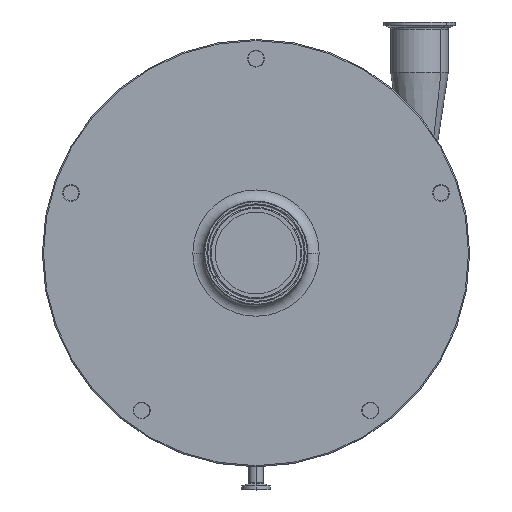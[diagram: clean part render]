
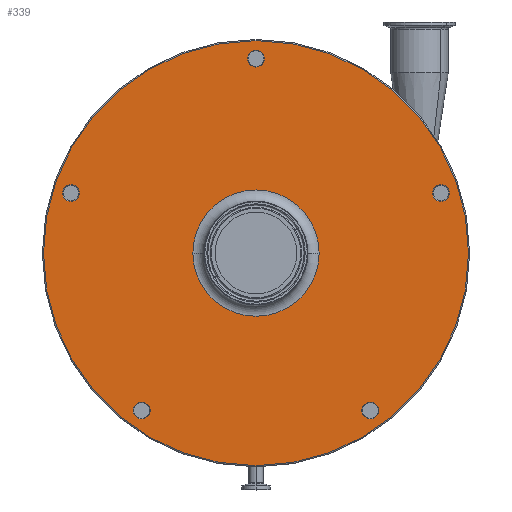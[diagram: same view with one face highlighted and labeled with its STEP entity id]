
A CAD part, top view. The second image highlights one B-rep face of the part: STEP entity #339.
In plain terms, the highlighted planar face has unit normal (0, 0, 1).
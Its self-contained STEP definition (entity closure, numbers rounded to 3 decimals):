
#23 = CIRCLE ( 'NONE', #718, 7.5 ) ;
#79 = AXIS2_PLACEMENT_3D ( 'NONE', #3364, #3959, #6601 ) ;
#181 = CIRCLE ( 'NONE', #3187, 7.5 ) ;
#187 = ORIENTED_EDGE ( 'NONE', *, *, #5598, .T. ) ;
#228 = CIRCLE ( 'NONE', #7095, 7.5 ) ;
#283 = EDGE_CURVE ( 'NONE', #4928, #953, #228, .T. ) ;
#298 = CARTESIAN_POINT ( 'NONE',  ( 188.5, 0., 29.5 ) ) ;
#308 = CIRCLE ( 'NONE', #1237, 7.5 ) ;
#319 = CIRCLE ( 'NONE', #79, 7.5 ) ;
#339 = ADVANCED_FACE ( 'NONE', ( #4525, #6570, #3895, #6676, #6064, #6132, #3367 ), #6643, .F. ) ;
#483 = CARTESIAN_POINT ( 'NONE',  ( 164.057, 45.805, 29.5 ) ) ;
#526 = CIRCLE ( 'NONE', #3975, 188.5 ) ;
#617 = VERTEX_POINT ( 'NONE', #3772 ) ;
#669 = CARTESIAN_POINT ( 'NONE',  ( -101.393, -132.055, 29.5 ) ) ;
#675 = CARTESIAN_POINT ( 'NONE',  ( -101.393, -147.055, 29.5 ) ) ;
#698 = DIRECTION ( 'NONE',  ( 0., 0., -1. ) ) ;
#718 = AXIS2_PLACEMENT_3D ( 'NONE', #2662, #1006, #7017 ) ;
#774 = DIRECTION ( 'NONE',  ( 0., 0., 1. ) ) ;
#783 = CIRCLE ( 'NONE', #1478, 56. ) ;
#802 = AXIS2_PLACEMENT_3D ( 'NONE', #1774, #3334, #5499 ) ;
#836 = CARTESIAN_POINT ( 'NONE',  ( 0., 0., 29.5 ) ) ;
#863 = CARTESIAN_POINT ( 'NONE',  ( -101.393, -139.555, 29.5 ) ) ;
#953 = VERTEX_POINT ( 'NONE', #483 ) ;
#1006 = DIRECTION ( 'NONE',  ( 0., 0., 1. ) ) ;
#1069 = CARTESIAN_POINT ( 'NONE',  ( -164.057, 53.305, 29.5 ) ) ;
#1076 = EDGE_CURVE ( 'NONE', #3098, #3898, #6942, .T. ) ;
#1088 = EDGE_CURVE ( 'NONE', #953, #4928, #308, .T. ) ;
#1237 = AXIS2_PLACEMENT_3D ( 'NONE', #5676, #774, #4510 ) ;
#1249 = EDGE_LOOP ( 'NONE', ( #4581, #187 ) ) ;
#1317 = CARTESIAN_POINT ( 'NONE',  ( 0., 0., 29.5 ) ) ;
#1478 = AXIS2_PLACEMENT_3D ( 'NONE', #1317, #698, #4509 ) ;
#1538 = DIRECTION ( 'NONE',  ( 0., -1., 0. ) ) ;
#1622 = EDGE_CURVE ( 'NONE', #6815, #617, #2043, .T. ) ;
#1658 = CARTESIAN_POINT ( 'NONE',  ( 101.393, -147.055, 29.5 ) ) ;
#1669 = VERTEX_POINT ( 'NONE', #6884 ) ;
#1774 = CARTESIAN_POINT ( 'NONE',  ( 0., 189.5, 29.5 ) ) ;
#1808 = EDGE_CURVE ( 'NONE', #2254, #2573, #319, .T. ) ;
#1829 = CARTESIAN_POINT ( 'NONE',  ( -164.057, 45.805, 29.5 ) ) ;
#1869 = ORIENTED_EDGE ( 'NONE', *, *, #1923, .F. ) ;
#1923 = EDGE_CURVE ( 'NONE', #3401, #5274, #5806, .T. ) ;
#1968 = ORIENTED_EDGE ( 'NONE', *, *, #2491, .F. ) ;
#2019 = CARTESIAN_POINT ( 'NONE',  ( 0., 0., 29.5 ) ) ;
#2043 = CIRCLE ( 'NONE', #4890, 56. ) ;
#2254 = VERTEX_POINT ( 'NONE', #4746 ) ;
#2296 = DIRECTION ( 'NONE',  ( 0., 0., 1. ) ) ;
#2323 = EDGE_CURVE ( 'NONE', #2573, #2254, #3541, .T. ) ;
#2389 = AXIS2_PLACEMENT_3D ( 'NONE', #1069, #3355, #4447 ) ;
#2451 = DIRECTION ( 'NONE',  ( -1., 0., 0. ) ) ;
#2491 = EDGE_CURVE ( 'NONE', #5038, #1669, #3088, .T. ) ;
#2492 = AXIS2_PLACEMENT_3D ( 'NONE', #4576, #5645, #5578 ) ;
#2564 = EDGE_LOOP ( 'NONE', ( #4959, #5452 ) ) ;
#2573 = VERTEX_POINT ( 'NONE', #1658 ) ;
#2662 = CARTESIAN_POINT ( 'NONE',  ( -101.393, -139.555, 29.5 ) ) ;
#2773 = ORIENTED_EDGE ( 'NONE', *, *, #5423, .F. ) ;
#2888 = EDGE_CURVE ( 'NONE', #617, #6815, #783, .T. ) ;
#2948 = AXIS2_PLACEMENT_3D ( 'NONE', #3176, #2296, #3383 ) ;
#2964 = DIRECTION ( 'NONE',  ( -1., 0., 0. ) ) ;
#2980 = ORIENTED_EDGE ( 'NONE', *, *, #1808, .F. ) ;
#2993 = DIRECTION ( 'NONE',  ( 0., 0., 1. ) ) ;
#3077 = ORIENTED_EDGE ( 'NONE', *, *, #4463, .F. ) ;
#3088 = CIRCLE ( 'NONE', #7067, 7.5 ) ;
#3098 = VERTEX_POINT ( 'NONE', #3580 ) ;
#3176 = CARTESIAN_POINT ( 'NONE',  ( 0., 172.5, 29.5 ) ) ;
#3187 = AXIS2_PLACEMENT_3D ( 'NONE', #863, #2993, #6310 ) ;
#3334 = DIRECTION ( 'NONE',  ( 0., 0., -1. ) ) ;
#3353 = EDGE_LOOP ( 'NONE', ( #1968, #3077 ) ) ;
#3355 = DIRECTION ( 'NONE',  ( 0., 0., 1. ) ) ;
#3364 = CARTESIAN_POINT ( 'NONE',  ( 101.393, -139.555, 29.5 ) ) ;
#3367 = FACE_BOUND ( 'NONE', #2564, .T. ) ;
#3383 = DIRECTION ( 'NONE',  ( 1., 0., 0. ) ) ;
#3401 = VERTEX_POINT ( 'NONE', #1829 ) ;
#3412 = CIRCLE ( 'NONE', #4541, 7.5 ) ;
#3450 = VERTEX_POINT ( 'NONE', #669 ) ;
#3466 = DIRECTION ( 'NONE',  ( 0., 0., 1. ) ) ;
#3520 = CARTESIAN_POINT ( 'NONE',  ( -164.057, 60.805, 29.5 ) ) ;
#3541 = CIRCLE ( 'NONE', #4454, 7.5 ) ;
#3580 = CARTESIAN_POINT ( 'NONE',  ( -188.5, 0., 29.5 ) ) ;
#3760 = ORIENTED_EDGE ( 'NONE', *, *, #6340, .F. ) ;
#3772 = CARTESIAN_POINT ( 'NONE',  ( -56., 0., 29.5 ) ) ;
#3872 = EDGE_LOOP ( 'NONE', ( #6044, #2980 ) ) ;
#3895 = FACE_BOUND ( 'NONE', #3872, .T. ) ;
#3898 = VERTEX_POINT ( 'NONE', #298 ) ;
#3928 = CARTESIAN_POINT ( 'NONE',  ( 164.057, 53.305, 29.5 ) ) ;
#3930 = DIRECTION ( 'NONE',  ( 0., 0., 1. ) ) ;
#3959 = DIRECTION ( 'NONE',  ( 0., 0., 1. ) ) ;
#3975 = AXIS2_PLACEMENT_3D ( 'NONE', #836, #4106, #2964 ) ;
#4106 = DIRECTION ( 'NONE',  ( 0., 0., 1. ) ) ;
#4311 = ORIENTED_EDGE ( 'NONE', *, *, #283, .F. ) ;
#4315 = CARTESIAN_POINT ( 'NONE',  ( 56., 0., 29.5 ) ) ;
#4336 = DIRECTION ( 'NONE',  ( 0., 0., 1. ) ) ;
#4447 = DIRECTION ( 'NONE',  ( 0., -1., 0. ) ) ;
#4454 = AXIS2_PLACEMENT_3D ( 'NONE', #5993, #3930, #4884 ) ;
#4463 = EDGE_CURVE ( 'NONE', #1669, #5038, #6807, .T. ) ;
#4509 = DIRECTION ( 'NONE',  ( -1., 0., 0. ) ) ;
#4510 = DIRECTION ( 'NONE',  ( 0., -1., 0. ) ) ;
#4525 = FACE_BOUND ( 'NONE', #4784, .T. ) ;
#4541 = AXIS2_PLACEMENT_3D ( 'NONE', #4932, #4336, #1538 ) ;
#4576 = CARTESIAN_POINT ( 'NONE',  ( 0., 0., 29.5 ) ) ;
#4581 = ORIENTED_EDGE ( 'NONE', *, *, #1076, .T. ) ;
#4636 = EDGE_CURVE ( 'NONE', #3450, #5268, #181, .T. ) ;
#4746 = CARTESIAN_POINT ( 'NONE',  ( 101.393, -132.055, 29.5 ) ) ;
#4776 = DIRECTION ( 'NONE',  ( 0., 0., -1. ) ) ;
#4784 = EDGE_LOOP ( 'NONE', ( #1869, #2773 ) ) ;
#4884 = DIRECTION ( 'NONE',  ( 0., -1., 0. ) ) ;
#4890 = AXIS2_PLACEMENT_3D ( 'NONE', #2019, #4776, #2451 ) ;
#4928 = VERTEX_POINT ( 'NONE', #6950 ) ;
#4932 = CARTESIAN_POINT ( 'NONE',  ( -164.057, 53.305, 29.5 ) ) ;
#4959 = ORIENTED_EDGE ( 'NONE', *, *, #2888, .T. ) ;
#5038 = VERTEX_POINT ( 'NONE', #6527 ) ;
#5063 = DIRECTION ( 'NONE',  ( 0., 0., 1. ) ) ;
#5261 = ORIENTED_EDGE ( 'NONE', *, *, #4636, .F. ) ;
#5268 = VERTEX_POINT ( 'NONE', #675 ) ;
#5274 = VERTEX_POINT ( 'NONE', #3520 ) ;
#5320 = EDGE_LOOP ( 'NONE', ( #6634, #4311 ) ) ;
#5423 = EDGE_CURVE ( 'NONE', #5274, #3401, #3412, .T. ) ;
#5452 = ORIENTED_EDGE ( 'NONE', *, *, #1622, .T. ) ;
#5499 = DIRECTION ( 'NONE',  ( -1., 0., 0. ) ) ;
#5578 = DIRECTION ( 'NONE',  ( -1., 0., 0. ) ) ;
#5598 = EDGE_CURVE ( 'NONE', #3898, #3098, #526, .T. ) ;
#5645 = DIRECTION ( 'NONE',  ( 0., 0., 1. ) ) ;
#5658 = EDGE_LOOP ( 'NONE', ( #3760, #5261 ) ) ;
#5665 = DIRECTION ( 'NONE',  ( 1., 0., 0. ) ) ;
#5676 = CARTESIAN_POINT ( 'NONE',  ( 164.057, 53.305, 29.5 ) ) ;
#5806 = CIRCLE ( 'NONE', #2389, 7.5 ) ;
#5993 = CARTESIAN_POINT ( 'NONE',  ( 101.393, -139.555, 29.5 ) ) ;
#6044 = ORIENTED_EDGE ( 'NONE', *, *, #2323, .F. ) ;
#6064 = FACE_BOUND ( 'NONE', #3353, .T. ) ;
#6132 = FACE_OUTER_BOUND ( 'NONE', #1249, .T. ) ;
#6310 = DIRECTION ( 'NONE',  ( 0., -1., 0. ) ) ;
#6340 = EDGE_CURVE ( 'NONE', #5268, #3450, #23, .T. ) ;
#6527 = CARTESIAN_POINT ( 'NONE',  ( 7.5, 172.5, 29.5 ) ) ;
#6570 = FACE_BOUND ( 'NONE', #5658, .T. ) ;
#6601 = DIRECTION ( 'NONE',  ( 0., -1., 0. ) ) ;
#6608 = DIRECTION ( 'NONE',  ( 0., -1., 0. ) ) ;
#6634 = ORIENTED_EDGE ( 'NONE', *, *, #1088, .F. ) ;
#6643 = PLANE ( 'NONE',  #802 ) ;
#6676 = FACE_BOUND ( 'NONE', #5320, .T. ) ;
#6803 = CARTESIAN_POINT ( 'NONE',  ( 0., 172.5, 29.5 ) ) ;
#6807 = CIRCLE ( 'NONE', #2948, 7.5 ) ;
#6815 = VERTEX_POINT ( 'NONE', #4315 ) ;
#6884 = CARTESIAN_POINT ( 'NONE',  ( -7.5, 172.5, 29.5 ) ) ;
#6942 = CIRCLE ( 'NONE', #2492, 188.5 ) ;
#6950 = CARTESIAN_POINT ( 'NONE',  ( 164.057, 60.805, 29.5 ) ) ;
#7017 = DIRECTION ( 'NONE',  ( 0., -1., 0. ) ) ;
#7067 = AXIS2_PLACEMENT_3D ( 'NONE', #6803, #5063, #5665 ) ;
#7095 = AXIS2_PLACEMENT_3D ( 'NONE', #3928, #3466, #6608 ) ;
